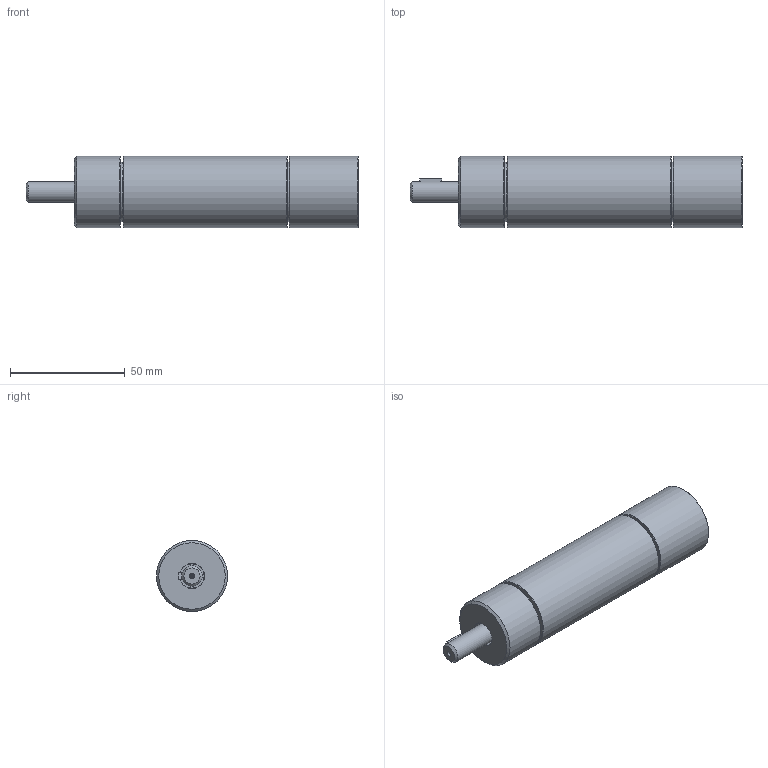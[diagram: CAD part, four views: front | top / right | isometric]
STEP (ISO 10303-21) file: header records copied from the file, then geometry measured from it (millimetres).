
FILE_DESCRIPTION(/* description */ (''),/* implementation_level */ '2;1');
FILE_NAME(/* name */ 'MUD 9-200_60032927.stp',/* time_stamp */ '2014-07-07T11:49:09+02:00',/* author */ ('tpeskos'),/* organization */ (''),/* preprocessor_version */ 'ST-DEVELOPER v15.2',/* originating_system */ 'Autodesk Inventor 2014',/* authorisation */ '');
FILE_SCHEMA (('AUTOMOTIVE_DESIGN { 1 0 10303 214 3 1 1 }'));
Length unit declared in the file: millimetre
Products named in the file (1): MUD 9 Deckel
Bounding box: 144.8 x 31 x 31 mm (x, y, z)
Volume: 91859.3 mm3; surface area: 16287 mm2
Topology: 1 solids, 2 shells, 72 faces, 159 edges, 101 vertices
Faces by surface type: plane 34, cone 17, cylinder 14, bspline 7
Full cylindrical faces by diameter (mm): 1 x1, 8.566 x4, 9 x1, 10.5 x1, 26 x2, 31 x3
Entity records: 1844 total; most frequent: CARTESIAN_POINT 412, DIRECTION 280, ORIENTED_EDGE 244, EDGE_CURVE 122, EDGE_LOOP 112, AXIS2_PLACEMENT_3D 108, VERTEX_POINT 94, ADVANCED_FACE 72
